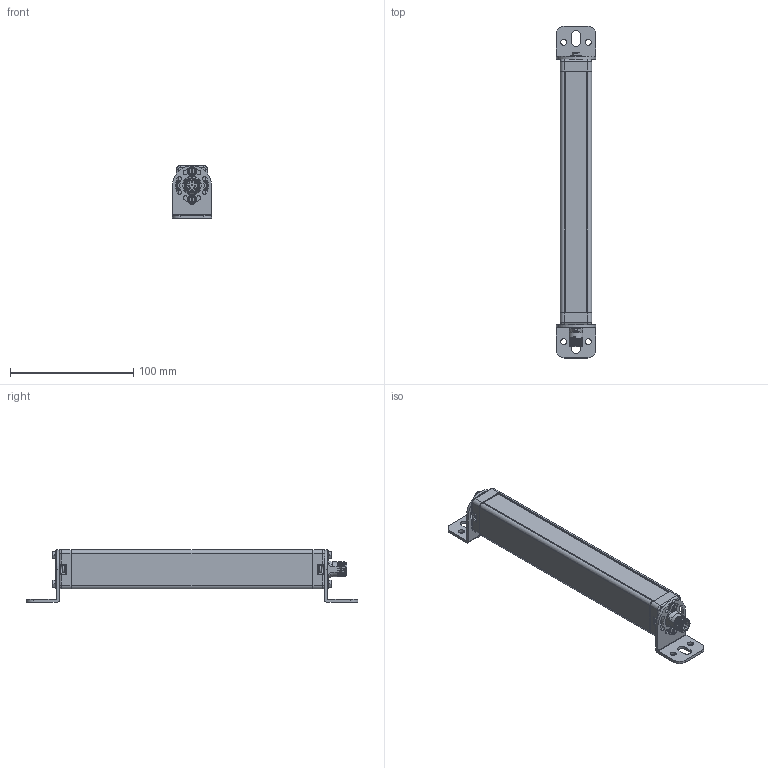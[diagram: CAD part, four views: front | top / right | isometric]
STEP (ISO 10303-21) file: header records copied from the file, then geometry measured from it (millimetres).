
FILE_DESCRIPTION((''),'2;1');
FILE_NAME('139565_ASM','2016-02-04T',('pdmadmin'),(''),'PRO/ENGINEER BY PARAMETRIC TECHNOLOGY CORPORATION, 2013230','PRO/ENGINEER BY PARAMETRIC TECHNOLOGY CORPORATION, 2013230','');
FILE_SCHEMA(('CONFIG_CONTROL_DESIGN'));
Products named in the file (19): 119666; 119678; 119509_ASM; 117987_AF0; 117987_INSERT; 117987_ASM; 63529; 117992; 116776; EZ-SCREEN_TYPE2_QD_ENDCAP_ASM; 118515_AF2; 122167; 117986_AF0; 117986_ASM; 118515_AF3; 46543; 48461; 46544; 139565_ASM
Assembly tree (29 placements, depth 4):
  139565_ASM
    119509_ASM
      119666
      119678
    EZ-SCREEN_TYPE2_QD_ENDCAP_ASM
      117987_ASM
        117987_AF0
        117987_INSERT  x2
      63529
      117992
      116776  x2
    118515_AF2
    122167  x4
    117986_ASM
      117986_AF0
      117987_INSERT  x2
    118515_AF3
    46543
    48461  x2
    46544  x4
Bounding box: 31.75 x 269.1 x 42.57 mm (x, y, z)
Volume: 68343.5 mm3; surface area: 76501.5 mm2
Topology: 29 solids, 36 shells, 2217 faces, 5795 edges, 3674 vertices
Faces by surface type: cylinder 974, plane 903, bspline 113, torus 100, sphere 80, cone 47
Entity records: 54125 total; most frequent: CARTESIAN_POINT 16290, DIRECTION 7944, ORIENTED_EDGE 7814, EDGE_CURVE 3915, AXIS2_PLACEMENT_3D 2789, VERTEX_POINT 2503, VECTOR 2366, LINE 2366
